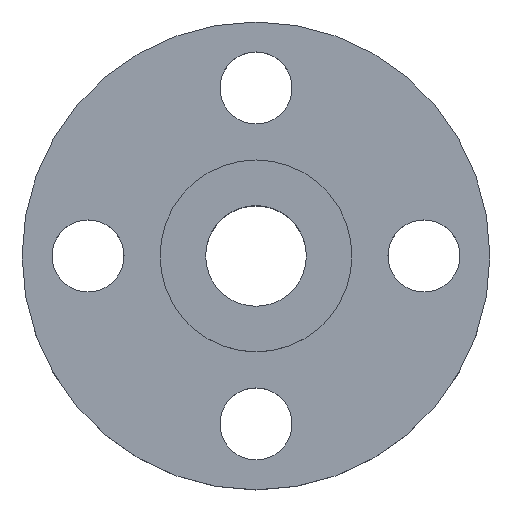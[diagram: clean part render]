
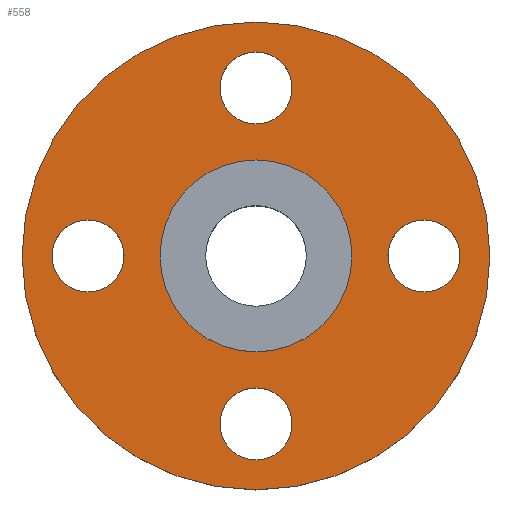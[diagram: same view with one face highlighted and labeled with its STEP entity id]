
A CAD part, top view. The second image highlights one B-rep face of the part: STEP entity #558.
In plain terms, the highlighted planar face has unit normal (0, 0, 1).
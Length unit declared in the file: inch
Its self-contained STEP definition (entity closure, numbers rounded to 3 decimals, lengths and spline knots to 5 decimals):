
#5 = DIRECTION ( 'NONE',  ( -1., 0., 0. ) ) ;
#11 = FACE_BOUND ( 'NONE', #495, .T. ) ;
#12 = FACE_OUTER_BOUND ( 'NONE', #100, .T. ) ;
#14 = EDGE_LOOP ( 'NONE', ( #791, #611 ) ) ;
#20 = CIRCLE ( 'NONE', #498, 0.375 ) ;
#33 = VERTEX_POINT ( 'NONE', #437 ) ;
#37 = ORIENTED_EDGE ( 'NONE', *, *, #47, .F. ) ;
#47 = EDGE_CURVE ( 'NONE', #755, #831, #802, .T. ) ;
#67 = VERTEX_POINT ( 'NONE', #183 ) ;
#69 = CARTESIAN_POINT ( 'NONE',  ( 0., -1.75, -0.25 ) ) ;
#77 = CIRCLE ( 'NONE', #800, 2.4375 ) ;
#83 = CARTESIAN_POINT ( 'NONE',  ( -0.375, -1.75, -0.25 ) ) ;
#87 = EDGE_CURVE ( 'NONE', #368, #719, #20, .T. ) ;
#89 = DIRECTION ( 'NONE',  ( 0., -1., 0. ) ) ;
#94 = DIRECTION ( 'NONE',  ( 1., 0., 0. ) ) ;
#97 = ORIENTED_EDGE ( 'NONE', *, *, #208, .F. ) ;
#100 = EDGE_LOOP ( 'NONE', ( #602, #418 ) ) ;
#138 = CARTESIAN_POINT ( 'NONE',  ( -2.4375, 0., -0.25 ) ) ;
#142 = FACE_BOUND ( 'NONE', #257, .T. ) ;
#143 = AXIS2_PLACEMENT_3D ( 'NONE', #573, #442, #316 ) ;
#165 = ORIENTED_EDGE ( 'NONE', *, *, #436, .F. ) ;
#169 = VERTEX_POINT ( 'NONE', #676 ) ;
#183 = CARTESIAN_POINT ( 'NONE',  ( -1., 0., -0.25 ) ) ;
#184 = ORIENTED_EDGE ( 'NONE', *, *, #471, .F. ) ;
#190 = VERTEX_POINT ( 'NONE', #83 ) ;
#194 = CARTESIAN_POINT ( 'NONE',  ( -1.75, 0., -0.25 ) ) ;
#207 = DIRECTION ( 'NONE',  ( 0., 0., 1. ) ) ;
#208 = EDGE_CURVE ( 'NONE', #33, #295, #510, .T. ) ;
#210 = CIRCLE ( 'NONE', #682, 0.375 ) ;
#212 = FACE_BOUND ( 'NONE', #340, .T. ) ;
#215 = EDGE_CURVE ( 'NONE', #190, #323, #645, .T. ) ;
#256 = AXIS2_PLACEMENT_3D ( 'NONE', #600, #265, #5 ) ;
#257 = EDGE_LOOP ( 'NONE', ( #704, #628 ) ) ;
#265 = DIRECTION ( 'NONE',  ( 0., 0., -1. ) ) ;
#274 = DIRECTION ( 'NONE',  ( 0., 1., 0. ) ) ;
#283 = DIRECTION ( 'NONE',  ( 1., 0., 0. ) ) ;
#285 = FACE_BOUND ( 'NONE', #823, .T. ) ;
#286 = AXIS2_PLACEMENT_3D ( 'NONE', #532, #470, #89 ) ;
#288 = CIRCLE ( 'NONE', #477, 1. ) ;
#293 = CARTESIAN_POINT ( 'NONE',  ( 0.375, 1.75, -0.25 ) ) ;
#295 = VERTEX_POINT ( 'NONE', #293 ) ;
#298 = CARTESIAN_POINT ( 'NONE',  ( 0.375, -1.75, -0.25 ) ) ;
#305 = DIRECTION ( 'NONE',  ( -1., 0., 0. ) ) ;
#316 = DIRECTION ( 'NONE',  ( 1., 0., 0. ) ) ;
#319 = CARTESIAN_POINT ( 'NONE',  ( -1.375, 0., -0.25 ) ) ;
#323 = VERTEX_POINT ( 'NONE', #298 ) ;
#340 = EDGE_LOOP ( 'NONE', ( #184, #761 ) ) ;
#359 = AXIS2_PLACEMENT_3D ( 'NONE', #69, #790, #608 ) ;
#368 = VERTEX_POINT ( 'NONE', #721 ) ;
#377 = CARTESIAN_POINT ( 'NONE',  ( 1.75, 0., -0.25 ) ) ;
#378 = AXIS2_PLACEMENT_3D ( 'NONE', #544, #805, #94 ) ;
#391 = AXIS2_PLACEMENT_3D ( 'NONE', #400, #472, #274 ) ;
#394 = CARTESIAN_POINT ( 'NONE',  ( 0., 0., -0.25 ) ) ;
#400 = CARTESIAN_POINT ( 'NONE',  ( 0., -1.75, -0.25 ) ) ;
#405 = DIRECTION ( 'NONE',  ( 1., 0., 0. ) ) ;
#418 = ORIENTED_EDGE ( 'NONE', *, *, #599, .T. ) ;
#434 = AXIS2_PLACEMENT_3D ( 'NONE', #194, #455, #509 ) ;
#436 = EDGE_CURVE ( 'NONE', #831, #755, #690, .T. ) ;
#437 = CARTESIAN_POINT ( 'NONE',  ( -0.375, 1.75, -0.25 ) ) ;
#441 = AXIS2_PLACEMENT_3D ( 'NONE', #659, #207, #735 ) ;
#442 = DIRECTION ( 'NONE',  ( 0., 0., 1. ) ) ;
#443 = VERTEX_POINT ( 'NONE', #652 ) ;
#455 = DIRECTION ( 'NONE',  ( 0., 0., 1. ) ) ;
#460 = AXIS2_PLACEMENT_3D ( 'NONE', #394, #614, #549 ) ;
#470 = DIRECTION ( 'NONE',  ( 0., 0., 1. ) ) ;
#471 = EDGE_CURVE ( 'NONE', #169, #67, #551, .T. ) ;
#472 = DIRECTION ( 'NONE',  ( 0., 0., 1. ) ) ;
#477 = AXIS2_PLACEMENT_3D ( 'NONE', #733, #529, #405 ) ;
#482 = FACE_BOUND ( 'NONE', #14, .T. ) ;
#495 = EDGE_LOOP ( 'NONE', ( #165, #37 ) ) ;
#496 = CARTESIAN_POINT ( 'NONE',  ( -2.125, 0., -0.25 ) ) ;
#498 = AXIS2_PLACEMENT_3D ( 'NONE', #377, #784, #305 ) ;
#507 = CARTESIAN_POINT ( 'NONE',  ( 1.75, 0., -0.25 ) ) ;
#509 = DIRECTION ( 'NONE',  ( 1., 0., 0. ) ) ;
#510 = CIRCLE ( 'NONE', #441, 0.375 ) ;
#512 = EDGE_CURVE ( 'NONE', #295, #33, #639, .T. ) ;
#514 = DIRECTION ( 'NONE',  ( 0., 0., 1. ) ) ;
#529 = DIRECTION ( 'NONE',  ( 0., 0., 1. ) ) ;
#532 = CARTESIAN_POINT ( 'NONE',  ( 0., 1.75, -0.25 ) ) ;
#533 = CARTESIAN_POINT ( 'NONE',  ( 0., 0., -0.25 ) ) ;
#544 = CARTESIAN_POINT ( 'NONE',  ( 0., 0., -0.25 ) ) ;
#549 = DIRECTION ( 'NONE',  ( 1., 0., 0. ) ) ;
#551 = CIRCLE ( 'NONE', #378, 1. ) ;
#558 = ADVANCED_FACE ( 'NONE', ( #285, #482, #142, #11, #212, #12 ), #727, .F. ) ;
#562 = VERTEX_POINT ( 'NONE', #138 ) ;
#567 = EDGE_CURVE ( 'NONE', #323, #190, #741, .T. ) ;
#573 = CARTESIAN_POINT ( 'NONE',  ( -1.75, 0., -0.25 ) ) ;
#574 = EDGE_CURVE ( 'NONE', #443, #562, #728, .T. ) ;
#578 = EDGE_CURVE ( 'NONE', #67, #169, #288, .T. ) ;
#599 = EDGE_CURVE ( 'NONE', #562, #443, #77, .T. ) ;
#600 = CARTESIAN_POINT ( 'NONE',  ( 0., 1., -0.25 ) ) ;
#602 = ORIENTED_EDGE ( 'NONE', *, *, #574, .T. ) ;
#608 = DIRECTION ( 'NONE',  ( 0., 1., 0. ) ) ;
#611 = ORIENTED_EDGE ( 'NONE', *, *, #811, .F. ) ;
#614 = DIRECTION ( 'NONE',  ( 0., 0., 1. ) ) ;
#619 = DIRECTION ( 'NONE',  ( 0., 0., 1. ) ) ;
#628 = ORIENTED_EDGE ( 'NONE', *, *, #215, .F. ) ;
#632 = ORIENTED_EDGE ( 'NONE', *, *, #512, .F. ) ;
#639 = CIRCLE ( 'NONE', #286, 0.375 ) ;
#645 = CIRCLE ( 'NONE', #359, 0.375 ) ;
#652 = CARTESIAN_POINT ( 'NONE',  ( 2.4375, 0., -0.25 ) ) ;
#659 = CARTESIAN_POINT ( 'NONE',  ( 0., 1.75, -0.25 ) ) ;
#676 = CARTESIAN_POINT ( 'NONE',  ( 1., 0., -0.25 ) ) ;
#682 = AXIS2_PLACEMENT_3D ( 'NONE', #507, #514, #774 ) ;
#690 = CIRCLE ( 'NONE', #434, 0.375 ) ;
#698 = CARTESIAN_POINT ( 'NONE',  ( 1.375, 0., -0.25 ) ) ;
#704 = ORIENTED_EDGE ( 'NONE', *, *, #567, .F. ) ;
#719 = VERTEX_POINT ( 'NONE', #698 ) ;
#721 = CARTESIAN_POINT ( 'NONE',  ( 2.125, 0., -0.25 ) ) ;
#727 = PLANE ( 'NONE',  #256 ) ;
#728 = CIRCLE ( 'NONE', #460, 2.4375 ) ;
#733 = CARTESIAN_POINT ( 'NONE',  ( 0., 0., -0.25 ) ) ;
#735 = DIRECTION ( 'NONE',  ( 0., -1., 0. ) ) ;
#741 = CIRCLE ( 'NONE', #391, 0.375 ) ;
#755 = VERTEX_POINT ( 'NONE', #496 ) ;
#761 = ORIENTED_EDGE ( 'NONE', *, *, #578, .F. ) ;
#774 = DIRECTION ( 'NONE',  ( -1., 0., 0. ) ) ;
#784 = DIRECTION ( 'NONE',  ( 0., 0., 1. ) ) ;
#790 = DIRECTION ( 'NONE',  ( 0., 0., 1. ) ) ;
#791 = ORIENTED_EDGE ( 'NONE', *, *, #87, .F. ) ;
#800 = AXIS2_PLACEMENT_3D ( 'NONE', #533, #619, #283 ) ;
#802 = CIRCLE ( 'NONE', #143, 0.375 ) ;
#805 = DIRECTION ( 'NONE',  ( 0., 0., 1. ) ) ;
#811 = EDGE_CURVE ( 'NONE', #719, #368, #210, .T. ) ;
#823 = EDGE_LOOP ( 'NONE', ( #632, #97 ) ) ;
#831 = VERTEX_POINT ( 'NONE', #319 ) ;
